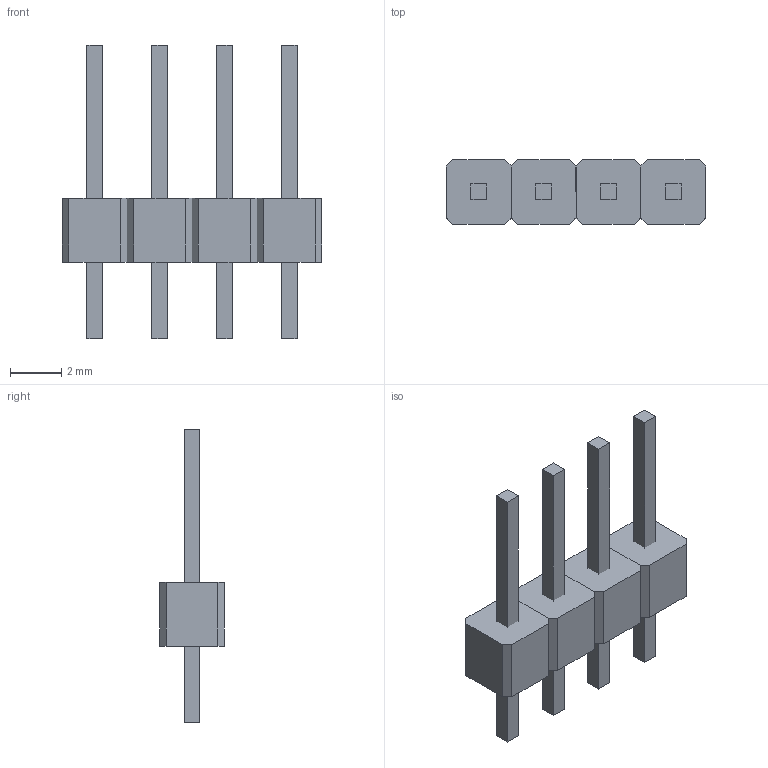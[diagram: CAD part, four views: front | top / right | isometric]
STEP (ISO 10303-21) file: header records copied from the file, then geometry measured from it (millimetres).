
FILE_DESCRIPTION (( 'STEP AP214' ), '1' );
FILE_NAME ('User Library-STRIPM04.STEP', '2021-11-19T08:13:27', ( '' ), ( '' ), 'SwSTEP 2.0', 'SolidWorks 2021', '' );
FILE_SCHEMA (( 'AUTOMOTIVE_DESIGN' ));
Length unit declared in the file: millimetre
Products named in the file (6): Extruded; Open CASCADE STEP translator 6.2 1147.1; Extruded1; 352707920; 352710992; User Library-STRIPM04
Assembly tree (11 placements, depth 4):
  User Library-STRIPM04
    Open CASCADE STEP translator 6.2 1147.1
      352707920  x4
        Extruded1
      352710992  x4
        Extruded
Bounding box: 10.16 x 2.54 x 11.5 mm (x, y, z)
Volume: 80.3 mm3; surface area: 261.4 mm2
Topology: 8 solids, 8 shells, 64 faces, 144 edges, 96 vertices
Faces by surface type: plane 64
Entity records: 676 total; most frequent: DIRECTION 102, CARTESIAN_POINT 93, ORIENTED_EDGE 72, VECTOR 36, LINE 36, EDGE_CURVE 36, AXIS2_PLACEMENT_3D 33, VERTEX_POINT 24
